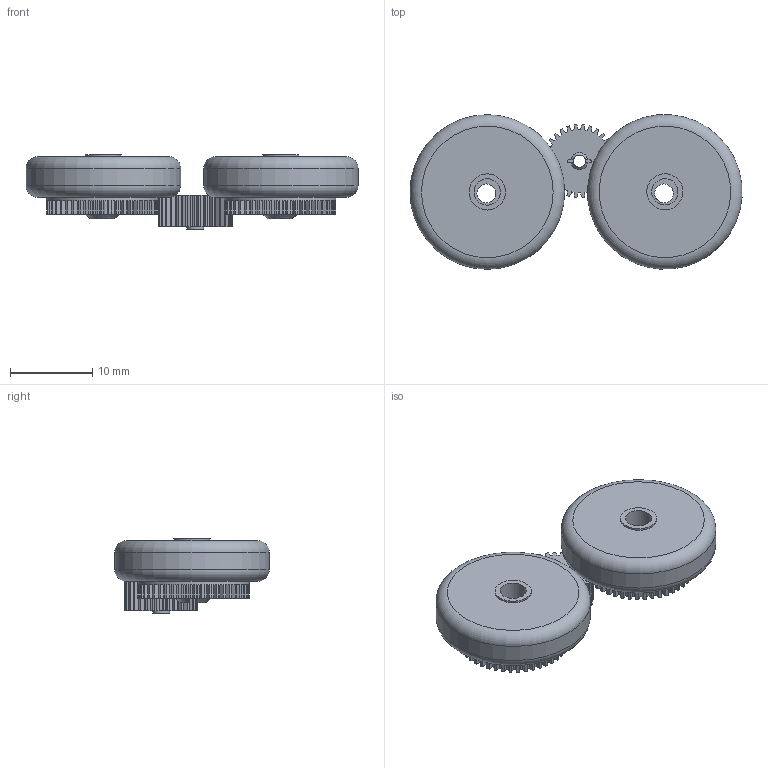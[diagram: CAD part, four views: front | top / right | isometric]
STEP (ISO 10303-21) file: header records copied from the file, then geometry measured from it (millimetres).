
FILE_DESCRIPTION(/* description */ (''),/* implementation_level */ '2;1');
FILE_NAME(/* name */ 'gears-wheel-old v1.step',/* time_stamp */ '2019-10-28T02:57:38-04:00',/* author */ (''),/* organization */ (''),/* preprocessor_version */ 'ST-DEVELOPER v18',/* originating_system */ 'Autodesk Translation Framework v8.6.0.1094',/* authorisation */ '');
FILE_SCHEMA (('AUTOMOTIVE_DESIGN { 1 0 10303 214 3 1 1 }'));
Length unit declared in the file: millimetre
Products named in the file (6): gears-wheel-old; Component1; Component5; Component4; Component2; Component3
Assembly tree (5 placements, depth 2):
  gears-wheel-old
    Component1
    Component5
    Component4
    Component2
    Component3
Bounding box: 40.36 x 18.8 x 9.04 mm (x, y, z)
Volume: 3339.2 mm3; surface area: 2893.7 mm2
Topology: 5 solids, 5 shells, 545 faces, 1592 edges, 1060 vertices
Faces by surface type: plane 485, cylinder 50, cone 6, torus 4
Full cylindrical faces by diameter (mm): 1.484 x1, 2.078 x1, 2.304 x2, 3.2 x2, 4.4 x2, 13.536 x2, 18.8 x2
Entity records: 18167 total; most frequent: CARTESIAN_POINT 3233, ORIENTED_EDGE 3184, DIRECTION 3002, EDGE_CURVE 1592, LINE 1272, VECTOR 1272, VERTEX_POINT 1060, AXIS2_PLACEMENT_3D 865
